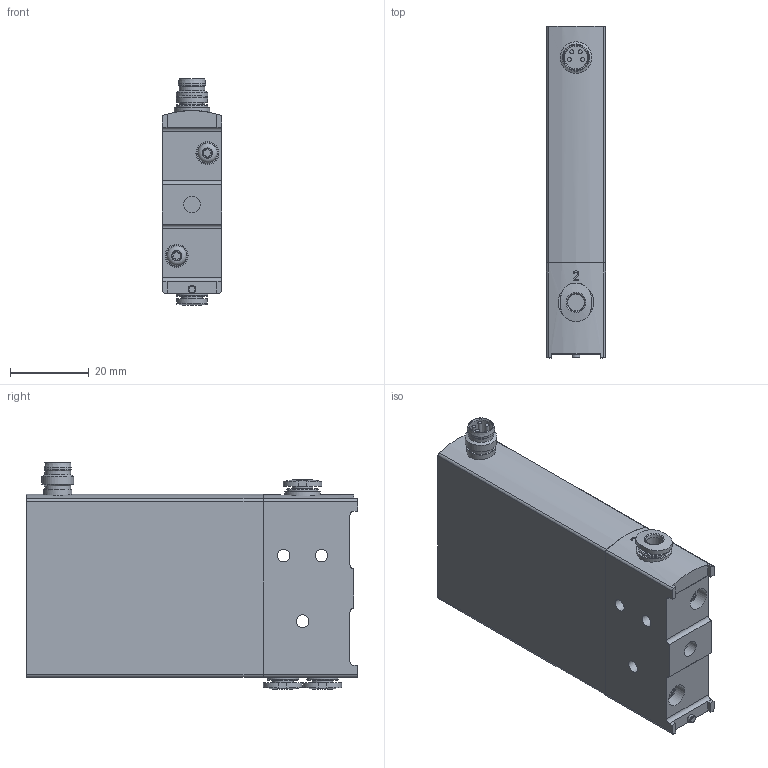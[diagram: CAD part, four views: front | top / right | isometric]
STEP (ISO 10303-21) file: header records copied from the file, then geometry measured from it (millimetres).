
FILE_DESCRIPTION(/* description */ ('STEP AP214'),/* implementation_level */ '2;1');
FILE_NAME(/* name */ '8046904_VEAA-L-3-D9-Q4-A4-1R1',/* time_stamp */ '2024-09-16T10:40:33+02:00',/* author */ ('License CC BY-ND 4.0'),/* organization */ ('CADENAS'),/* preprocessor_version */ 'ST-DEVELOPER v19.3',/* originating_system */ 'PARTsolutions',/* authorisation */ ' ');
FILE_SCHEMA (('CONFIG_CONTROL_DESIGN','AUTOMOTIVE_DESIGN {1 0 10303 214 3 1 1}'));
Length unit declared in the file: millimetre
Products named in the file (1): 8046904 VEAA-L-3-D9-Q4-A4-1R1
Bounding box: 15 x 84 x 57.3 mm (x, y, z)
Volume: 56011.5 mm3; surface area: 13002.2 mm2
Topology: 1 solids, 1 shells, 192 faces, 455 edges, 297 vertices
Faces by surface type: plane 87, cylinder 83, cone 15, torus 7
Full cylindrical faces by diameter (mm): 1 x4, 2 x1, 2.5 x1, 3.2 x3, 3.3 x1, 4.2 x4, 5.2 x3, 5.5 x2, 5.8 x3, 6.5 x2, 6.9 x1, 7.2 x1, 8 x4, 9 x1
Entity records: 6628 total; most frequent: CARTESIAN_POINT 952, DIRECTION 944, ORIENTED_EDGE 778, EDGE_CURVE 389, AXIS2_PLACEMENT_3D 378, VERTEX_POINT 284, EDGE_LOOP 283, FACE_BOUND 283
